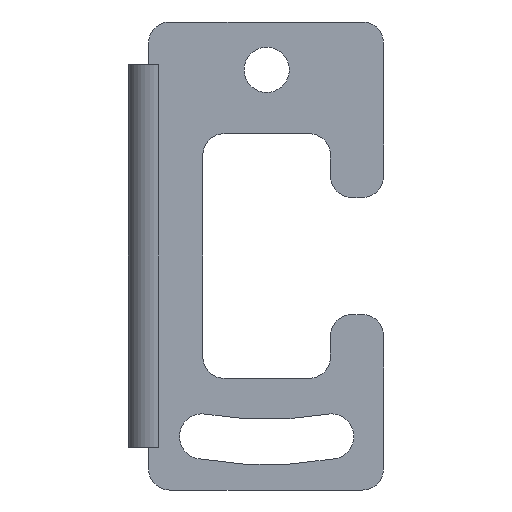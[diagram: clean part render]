
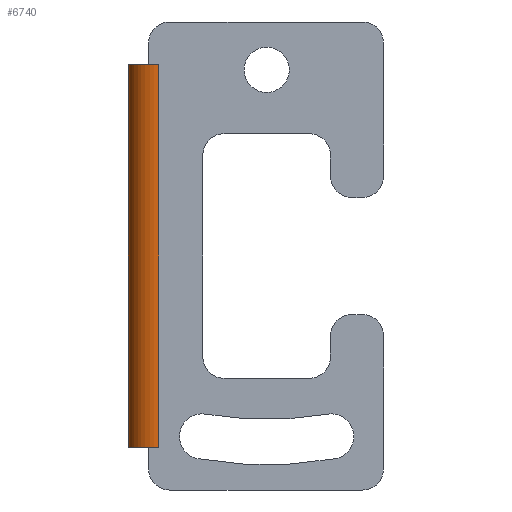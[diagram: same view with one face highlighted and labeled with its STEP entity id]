
A CAD part, front view. The second image highlights one B-rep face of the part: STEP entity #6740.
In plain terms, the highlighted cylindrical face has radius 2.85 mm (diameter 5.7 mm), a partial arc.
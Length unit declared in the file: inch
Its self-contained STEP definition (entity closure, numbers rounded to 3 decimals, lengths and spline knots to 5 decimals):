
#522=DIRECTION('',(0.,0.,1.));
#523=VECTOR('',#522,1.41732);
#524=CARTESIAN_POINT('',(-0.94488,0.0374,
0.15748));
#525=LINE('',#524,#523);
#526=CARTESIAN_POINT('',(-0.83268,0.0374,
1.5748));
#527=DIRECTION('',(0.,0.,1.));
#528=DIRECTION('',(-1.,0.,0.));
#529=AXIS2_PLACEMENT_3D('',#526,#527,#528);
#531=CARTESIAN_POINT('',(-0.83268,0.0374,
1.5748));
#532=DIRECTION('',(0.,0.,1.));
#533=DIRECTION('',(-0.574,-0.819,0.));
#534=AXIS2_PLACEMENT_3D('',#531,#532,#533);
#536=DIRECTION('',(0.,0.,1.));
#537=VECTOR('',#536,1.41732);
#538=CARTESIAN_POINT('',(-0.83268,-0.0748,
0.15748));
#539=LINE('',#538,#537);
#540=CARTESIAN_POINT('',(-0.83268,0.0374,
0.15748));
#541=DIRECTION('',(0.,0.,1.));
#542=DIRECTION('',(-0.574,-0.819,0.));
#543=AXIS2_PLACEMENT_3D('',#540,#541,#542);
#545=CARTESIAN_POINT('',(-0.83268,0.0374,
0.15748));
#546=DIRECTION('',(0.,0.,1.));
#547=DIRECTION('',(-1.,0.,0.));
#548=AXIS2_PLACEMENT_3D('',#545,#546,#547);
#4715=CARTESIAN_POINT('',(-0.83268,-0.0748,
0.15748));
#4717=VERTEX_POINT('',#4715);
#4723=CARTESIAN_POINT('',(-0.83268,-0.0748,
1.5748));
#4725=VERTEX_POINT('',#4723);
#4739=CARTESIAN_POINT('',(-0.94488,0.0374,
1.5748));
#4741=VERTEX_POINT('',#4739);
#4749=CARTESIAN_POINT('',(-0.94488,0.0374,
0.15748));
#4750=VERTEX_POINT('',#4749);
#4753=CARTESIAN_POINT('',(-0.89705,-0.0545,
0.15748));
#4754=VERTEX_POINT('',#4753);
#4757=CARTESIAN_POINT('',(-0.89705,-0.0545,
1.5748));
#4758=VERTEX_POINT('',#4757);
#6725=CARTESIAN_POINT('',(-0.83268,0.0374,
0.15748));
#6726=DIRECTION('',(0.,0.,1.));
#6727=DIRECTION('',(-1.,0.,0.));
#6728=AXIS2_PLACEMENT_3D('',#6725,#6726,#6727);
#6729=CYLINDRICAL_SURFACE('',#6728,0.1122);
#6731=ORIENTED_EDGE('',*,*,#6730,.T.);
#6732=ORIENTED_EDGE('',*,*,#6680,.T.);
#6733=ORIENTED_EDGE('',*,*,#6694,.T.);
#6734=ORIENTED_EDGE('',*,*,#6322,.F.);
#6735=ORIENTED_EDGE('',*,*,#6590,.F.);
#6737=ORIENTED_EDGE('',*,*,#6736,.F.);
#6738=EDGE_LOOP('',(#6731,#6732,#6733,#6734,#6735,#6737));
#6739=FACE_OUTER_BOUND('',#6738,.F.);
#6740=ADVANCED_FACE('',(#6739),#6729,.T.);
#530=CIRCLE('',#529,0.1122);
#535=CIRCLE('',#534,0.1122);
#544=CIRCLE('',#543,0.1122);
#549=CIRCLE('',#548,0.1122);
#6322=EDGE_CURVE('',#4717,#4725,#539,.T.);
#6590=EDGE_CURVE('',#4754,#4717,#544,.T.);
#6680=EDGE_CURVE('',#4741,#4758,#530,.T.);
#6694=EDGE_CURVE('',#4758,#4725,#535,.T.);
#6730=EDGE_CURVE('',#4750,#4741,#525,.T.);
#6736=EDGE_CURVE('',#4750,#4754,#549,.T.);
